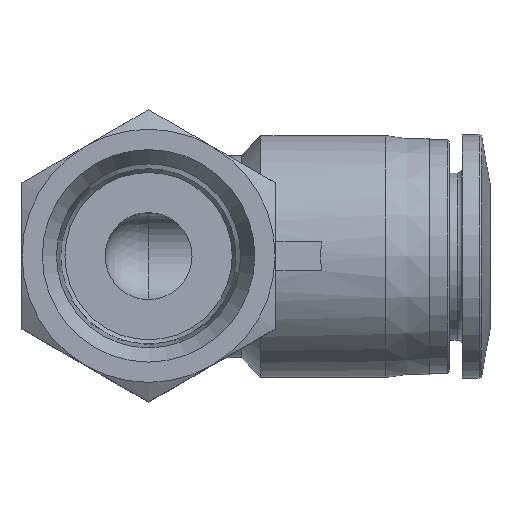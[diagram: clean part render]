
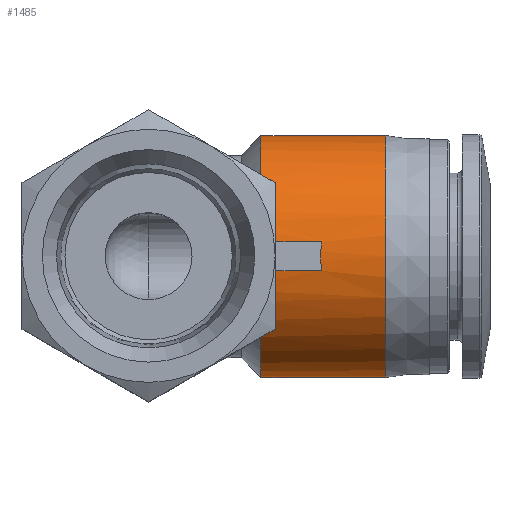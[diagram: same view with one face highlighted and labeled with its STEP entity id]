
A CAD part, top view. The second image highlights one B-rep face of the part: STEP entity #1485.
In plain terms, the highlighted cylindrical face has radius 8.35 mm (diameter 16.7 mm), a full revolution.
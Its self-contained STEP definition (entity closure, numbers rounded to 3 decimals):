
#42=LINE('',#2100,#72);
#43=LINE('',#2102,#73);
#72=VECTOR('',#1740,1000.);
#73=VECTOR('',#1743,1000.);
#188=ELLIPSE('',#1562,11.809,8.35);
#190=ELLIPSE('',#1564,11.809,8.35);
#193=ELLIPSE('',#1576,11.809,8.35);
#270=ORIENTED_EDGE('',*,*,#530,.F.);
#271=ORIENTED_EDGE('',*,*,#528,.T.);
#272=ORIENTED_EDGE('',*,*,#511,.T.);
#273=ORIENTED_EDGE('',*,*,#523,.F.);
#274=ORIENTED_EDGE('',*,*,#526,.T.);
#275=ORIENTED_EDGE('',*,*,#524,.T.);
#276=ORIENTED_EDGE('',*,*,#507,.T.);
#507=EDGE_CURVE('',#645,#644,#188,.T.);
#511=EDGE_CURVE('',#649,#648,#190,.T.);
#523=EDGE_CURVE('',#657,#648,#42,.F.);
#524=EDGE_CURVE('',#658,#645,#43,.F.);
#526=EDGE_CURVE('',#657,#658,#193,.F.);
#528=EDGE_CURVE('',#644,#649,#740,.T.);
#530=EDGE_CURVE('',#659,#659,#742,.T.);
#644=VERTEX_POINT('',#2052);
#645=VERTEX_POINT('',#2054);
#648=VERTEX_POINT('',#2060);
#649=VERTEX_POINT('',#2062);
#657=VERTEX_POINT('',#2099);
#658=VERTEX_POINT('',#2103);
#659=VERTEX_POINT('',#2116);
#740=CIRCLE('',#1579,8.35);
#742=CIRCLE('',#1584,8.35);
#801=EDGE_LOOP('',(#270));
#802=EDGE_LOOP('',(#271,#272,#273,#274,#275,#276));
#894=FACE_BOUND('',#801,.T.);
#895=FACE_BOUND('',#802,.T.);
#969=CYLINDRICAL_SURFACE('',#1583,8.35);
#1485=ADVANCED_FACE('',(#894,#895),#969,.T.);
#1562=AXIS2_PLACEMENT_3D('',#2053,#1715,#1716);
#1564=AXIS2_PLACEMENT_3D('',#2061,#1721,#1722);
#1576=AXIS2_PLACEMENT_3D('',#2107,#1749,#1750);
#1579=AXIS2_PLACEMENT_3D('',#2110,#1755,#1756);
#1583=AXIS2_PLACEMENT_3D('',#2114,#1763,#1764);
#1584=AXIS2_PLACEMENT_3D('',#2115,#1765,#1766);
#1715=DIRECTION('',(0.707,0.,-0.707));
#1716=DIRECTION('',(-0.707,0.,-0.707));
#1721=DIRECTION('',(0.707,0.,-0.707));
#1722=DIRECTION('',(-0.707,0.,-0.707));
#1740=DIRECTION('',(1.,0.,0.));
#1743=DIRECTION('',(1.,0.,0.));
#1749=DIRECTION('',(-0.707,0.,-0.707));
#1750=DIRECTION('',(0.707,0.,-0.707));
#1755=DIRECTION('',(1.,0.,0.));
#1756=DIRECTION('',(0.,0.,-1.));
#1763=DIRECTION('',(1.,0.,0.));
#1764=DIRECTION('',(0.,0.,-1.));
#1765=DIRECTION('',(1.,0.,0.));
#1766=DIRECTION('',(0.,0.,-1.));
#2052=CARTESIAN_POINT('',(7.75,-3.108,7.75));
#2053=CARTESIAN_POINT('',(0.,0.,0.));
#2054=CARTESIAN_POINT('',(8.29,-1.,8.29));
#2060=CARTESIAN_POINT('',(8.29,1.,8.29));
#2061=CARTESIAN_POINT('',(0.,0.,0.));
#2062=CARTESIAN_POINT('',(7.75,3.108,7.75));
#2099=CARTESIAN_POINT('',(11.933,1.,8.29));
#2100=CARTESIAN_POINT('',(23.55,1.,8.29));
#2102=CARTESIAN_POINT('',(23.55,-1.,8.29));
#2103=CARTESIAN_POINT('',(11.933,-1.,8.29));
#2107=CARTESIAN_POINT('',(20.223,0.,0.));
#2110=CARTESIAN_POINT('',(7.75,0.,0.));
#2114=CARTESIAN_POINT('',(23.55,0.,0.));
#2115=CARTESIAN_POINT('',(16.35,0.,0.));
#2116=CARTESIAN_POINT('',(16.35,0.,-8.35));
